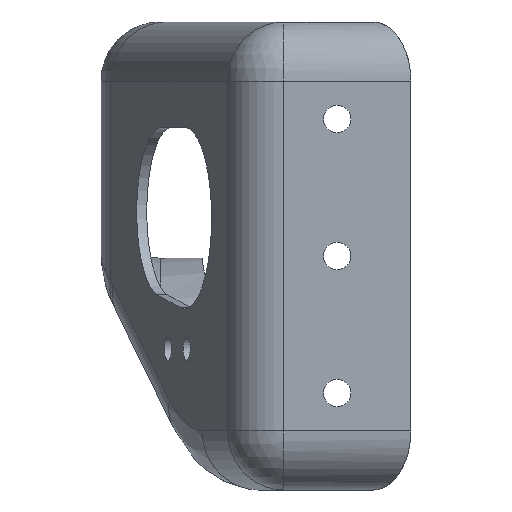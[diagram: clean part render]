
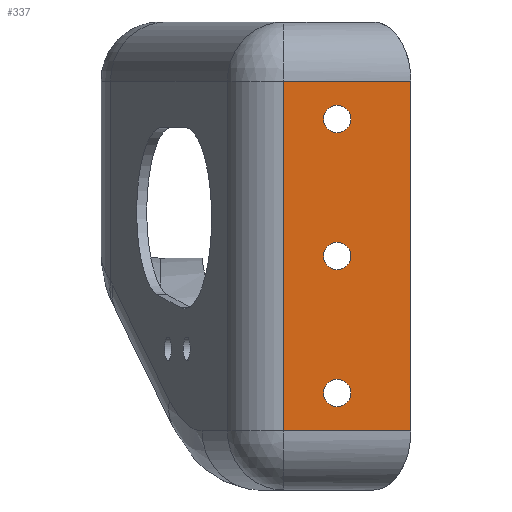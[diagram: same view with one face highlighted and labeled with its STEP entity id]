
A CAD part, left-side view. The second image highlights one B-rep face of the part: STEP entity #337.
In plain terms, the highlighted planar face has unit normal (-1, 0, 0).
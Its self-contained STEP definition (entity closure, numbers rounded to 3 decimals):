
#337=ADVANCED_FACE('',(#713,#714,#715,#716),#461,.F.);
#461=PLANE('',#2181);
#489=LINE('',#3099,#601);
#490=LINE('',#3102,#602);
#491=LINE('',#3104,#603);
#492=LINE('',#3106,#604);
#601=VECTOR('',#2450,1.);
#602=VECTOR('',#2451,1.);
#603=VECTOR('',#2452,1.);
#604=VECTOR('',#2453,1.);
#713=FACE_BOUND('',#799,.T.);
#714=FACE_BOUND('',#800,.T.);
#715=FACE_BOUND('',#801,.T.);
#716=FACE_BOUND('',#802,.T.);
#799=EDGE_LOOP('',(#981));
#800=EDGE_LOOP('',(#982,#983,#984,#985));
#801=EDGE_LOOP('',(#986));
#802=EDGE_LOOP('',(#987));
#981=ORIENTED_EDGE('',*,*,#1753,.F.);
#982=ORIENTED_EDGE('',*,*,#1754,.F.);
#983=ORIENTED_EDGE('',*,*,#1755,.T.);
#984=ORIENTED_EDGE('',*,*,#1756,.T.);
#985=ORIENTED_EDGE('',*,*,#1757,.T.);
#986=ORIENTED_EDGE('',*,*,#1758,.T.);
#987=ORIENTED_EDGE('',*,*,#1759,.F.);
#1565=VERTEX_POINT('',#3098);
#1566=VERTEX_POINT('',#3100);
#1567=VERTEX_POINT('',#3101);
#1568=VERTEX_POINT('',#3103);
#1569=VERTEX_POINT('',#3105);
#1570=VERTEX_POINT('',#3108);
#1571=VERTEX_POINT('',#3110);
#1753=EDGE_CURVE('',#1565,#1565,#2045,.T.);
#1754=EDGE_CURVE('',#1566,#1567,#489,.T.);
#1755=EDGE_CURVE('',#1566,#1568,#490,.T.);
#1756=EDGE_CURVE('',#1568,#1569,#491,.T.);
#1757=EDGE_CURVE('',#1569,#1567,#492,.T.);
#1758=EDGE_CURVE('',#1570,#1570,#2046,.T.);
#1759=EDGE_CURVE('',#1571,#1571,#2047,.T.);
#2045=CIRCLE('',#2178,6.5);
#2046=CIRCLE('',#2179,6.5);
#2047=CIRCLE('',#2180,6.5);
#2178=AXIS2_PLACEMENT_3D('',#3097,#2448,#2449);
#2179=AXIS2_PLACEMENT_3D('',#3107,#2454,#2455);
#2180=AXIS2_PLACEMENT_3D('',#3109,#2456,#2457);
#2181=AXIS2_PLACEMENT_3D('',#3111,#2458,#2459);
#2448=DIRECTION('',(-1.,0.,0.));
#2449=DIRECTION('',(0.,0.,-1.));
#2450=DIRECTION('',(0.,0.,-1.));
#2451=DIRECTION('',(0.,1.,0.));
#2452=DIRECTION('',(0.,0.,-1.));
#2453=DIRECTION('',(0.,-1.,0.));
#2454=DIRECTION('',(1.,0.,0.));
#2455=DIRECTION('',(0.,0.,-1.));
#2456=DIRECTION('',(-1.,0.,0.));
#2457=DIRECTION('',(0.,0.,-1.));
#2458=DIRECTION('',(1.,0.,0.));
#2459=DIRECTION('',(0.,0.,-1.));
#3097=CARTESIAN_POINT('',(0.,35.,111.));
#3098=CARTESIAN_POINT('',(0.,35.,104.5));
#3099=CARTESIAN_POINT('',(0.,0.,410.));
#3100=CARTESIAN_POINT('',(0.,0.,194.));
#3101=CARTESIAN_POINT('',(0.,0.,28.));
#3102=CARTESIAN_POINT('',(0.,-410.,194.));
#3103=CARTESIAN_POINT('',(0.,60.326,194.));
#3104=CARTESIAN_POINT('',(0.,60.326,0.));
#3105=CARTESIAN_POINT('',(0.,60.326,28.));
#3106=CARTESIAN_POINT('',(0.,-410.,28.));
#3107=CARTESIAN_POINT('',(0.,35.,176.));
#3108=CARTESIAN_POINT('',(0.,35.,169.5));
#3109=CARTESIAN_POINT('',(0.,35.,46.));
#3110=CARTESIAN_POINT('',(0.,35.,39.5));
#3111=CARTESIAN_POINT('',(0.,-410.,222.));
